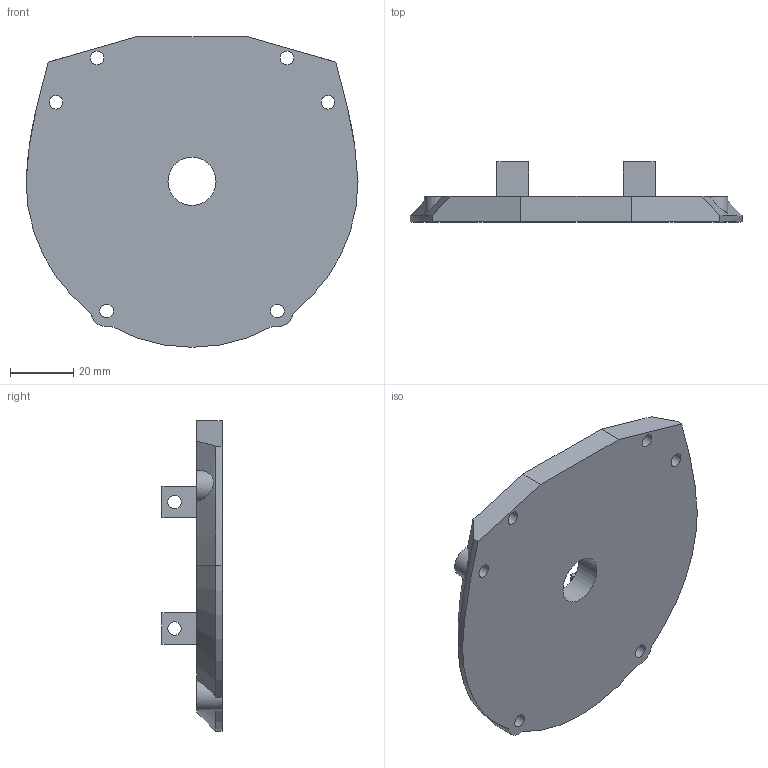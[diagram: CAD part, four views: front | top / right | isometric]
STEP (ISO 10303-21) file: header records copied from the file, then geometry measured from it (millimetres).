
FILE_DESCRIPTION(('FreeCAD Model'),'2;1');
FILE_NAME('Open CASCADE Shape Model','2025-10-15T14:25:28',(''),(''), 'Open CASCADE STEP processor 7.8','FreeCAD','Unknown');
FILE_SCHEMA(('AUTOMOTIVE_DESIGN { 1 0 10303 214 1 1 1 1 }'));
Length unit declared in the file: millimetre
Products named in the file (1): AzHousingLid
Bounding box: 105 x 19 x 98.25 mm (x, y, z)
Volume: 66869.5 mm3; surface area: 21885.3 mm2
Topology: 1 solids, 1 shells, 50 faces, 136 edges, 92 vertices
Faces by surface type: plane 25, cylinder 18, cone 3, extrusion 2, bspline 2
Full cylindrical faces by diameter (mm): 4.3 x10, 15.2 x1
Entity records: 2117 total; most frequent: CARTESIAN_POINT 784, ORIENTED_EDGE 272, DIRECTION 252, EDGE_CURVE 136, VERTEX_POINT 92, AXIS2_PLACEMENT_3D 87, VECTOR 78, FACE_BOUND 76
